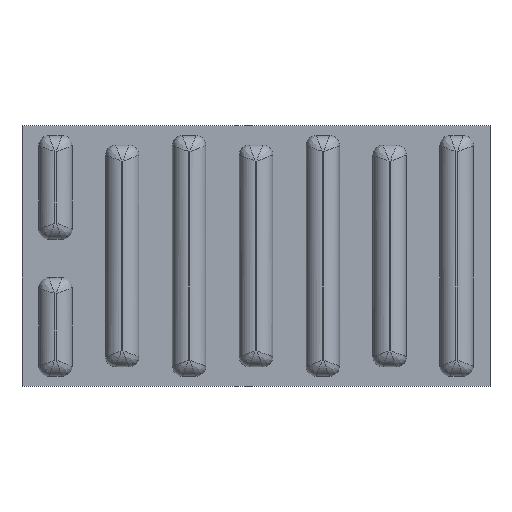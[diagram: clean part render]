
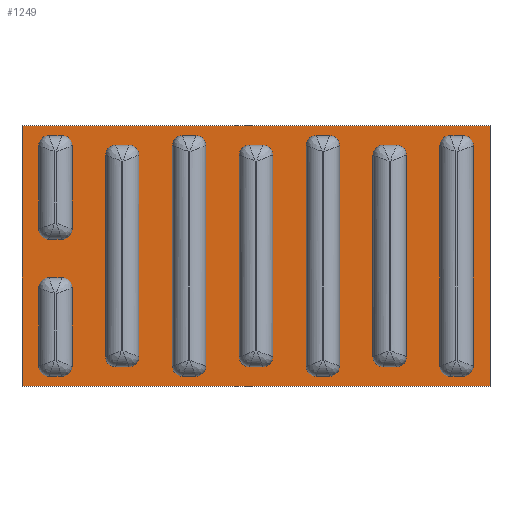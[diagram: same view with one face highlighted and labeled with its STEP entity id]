
A CAD part, top view. The second image highlights one B-rep face of the part: STEP entity #1249.
In plain terms, the highlighted planar face has unit normal (0, 0, 1).
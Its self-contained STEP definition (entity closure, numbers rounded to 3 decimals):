
#197=FACE_OUTER_BOUND('',#289,.T.);
#289=EDGE_LOOP('',(#865,#866,#867,#868));
#377=LINE('',#1922,#465);
#381=LINE('',#1930,#469);
#384=LINE('',#1936,#472);
#387=LINE('',#1941,#475);
#465=VECTOR('',#1520,10.);
#469=VECTOR('',#1526,10.);
#472=VECTOR('',#1531,10.);
#475=VECTOR('',#1536,10.);
#553=VERTEX_POINT('',#1920);
#554=VERTEX_POINT('',#1921);
#557=VERTEX_POINT('',#1929);
#559=VERTEX_POINT('',#1935);
#665=EDGE_CURVE('',#553,#554,#377,.T.);
#669=EDGE_CURVE('',#557,#553,#381,.T.);
#672=EDGE_CURVE('',#559,#557,#384,.T.);
#675=EDGE_CURVE('',#554,#559,#387,.T.);
#865=ORIENTED_EDGE('',*,*,#675,.F.);
#866=ORIENTED_EDGE('',*,*,#665,.F.);
#867=ORIENTED_EDGE('',*,*,#669,.F.);
#868=ORIENTED_EDGE('',*,*,#672,.F.);
#1221=PLANE('',#1364);
#1249=ADVANCED_FACE('',(#197),#1221,.T.);
#1364=AXIS2_PLACEMENT_3D('',#1943,#1538,#1539);
#1520=DIRECTION('',(0.,-1.,0.));
#1526=DIRECTION('',(1.,0.,0.));
#1531=DIRECTION('',(0.,1.,0.));
#1536=DIRECTION('',(-1.,0.,0.));
#1538=DIRECTION('center_axis',(0.,0.,1.));
#1539=DIRECTION('ref_axis',(1.,0.,0.));
#1920=CARTESIAN_POINT('',(1.75,0.975,0.));
#1921=CARTESIAN_POINT('',(1.75,-0.975,0.));
#1922=CARTESIAN_POINT('',(1.75,0.975,0.));
#1929=CARTESIAN_POINT('',(-1.75,0.975,0.));
#1930=CARTESIAN_POINT('',(-1.75,0.975,0.));
#1935=CARTESIAN_POINT('',(-1.75,-0.975,0.));
#1936=CARTESIAN_POINT('',(-1.75,-0.975,0.));
#1941=CARTESIAN_POINT('',(1.75,-0.975,0.));
#1943=CARTESIAN_POINT('Origin',(0.,0.,
0.));
